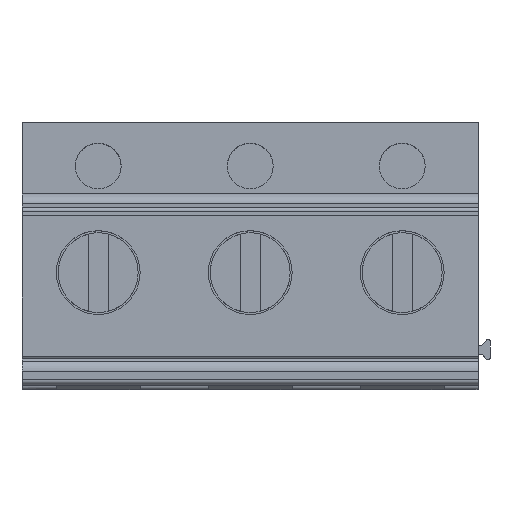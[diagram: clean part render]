
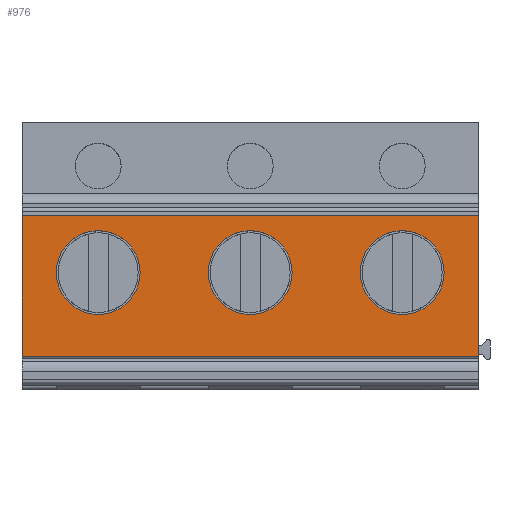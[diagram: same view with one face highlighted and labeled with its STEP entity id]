
A CAD part, top view. The second image highlights one B-rep face of the part: STEP entity #976.
In plain terms, the highlighted planar face has unit normal (0, 0, 1).
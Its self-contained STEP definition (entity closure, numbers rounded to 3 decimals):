
#902=AXIS2_PLACEMENT_3D('Plane Axis2P3D',#899,#900,#901) ;
#924=AXIS2_PLACEMENT_3D('Circle Axis2P3D',#922,#923,$) ;
#933=AXIS2_PLACEMENT_3D('Circle Axis2P3D',#931,#932,$) ;
#942=AXIS2_PLACEMENT_3D('Circle Axis2P3D',#940,#941,$) ;
#951=AXIS2_PLACEMENT_3D('Circle Axis2P3D',#949,#950,$) ;
#960=AXIS2_PLACEMENT_3D('Circle Axis2P3D',#958,#959,$) ;
#969=AXIS2_PLACEMENT_3D('Circle Axis2P3D',#967,#968,$) ;
#151=CARTESIAN_POINT('Vertex',(22.86,8.716,21.5)) ;
#154=CARTESIAN_POINT('Line Origine',(22.86,5.182,21.5)) ;
#158=CARTESIAN_POINT('Vertex',(22.86,1.648,21.5)) ;
#883=CARTESIAN_POINT('Vertex',(0.,8.716,21.5)) ;
#886=CARTESIAN_POINT('Line Origine',(11.43,8.716,21.5)) ;
#899=CARTESIAN_POINT('Axis2P3D Location',(0.,8.716,21.5)) ;
#904=CARTESIAN_POINT('Line Origine',(0.,5.182,21.5)) ;
#908=CARTESIAN_POINT('Vertex',(0.,1.648,21.5)) ;
#911=CARTESIAN_POINT('Line Origine',(11.43,1.648,21.5)) ;
#922=CARTESIAN_POINT('Axis2P3D Location',(19.06,5.85,21.5)) ;
#926=CARTESIAN_POINT('Vertex',(19.06,7.95,21.5)) ;
#928=CARTESIAN_POINT('Vertex',(19.06,3.75,21.5)) ;
#931=CARTESIAN_POINT('Axis2P3D Location',(19.06,5.85,21.5)) ;
#940=CARTESIAN_POINT('Axis2P3D Location',(11.44,5.85,21.5)) ;
#944=CARTESIAN_POINT('Vertex',(11.44,7.95,21.5)) ;
#946=CARTESIAN_POINT('Vertex',(11.44,3.75,21.5)) ;
#949=CARTESIAN_POINT('Axis2P3D Location',(11.44,5.85,21.5)) ;
#958=CARTESIAN_POINT('Axis2P3D Location',(3.82,5.85,21.5)) ;
#962=CARTESIAN_POINT('Vertex',(3.82,7.95,21.5)) ;
#964=CARTESIAN_POINT('Vertex',(3.82,3.75,21.5)) ;
#967=CARTESIAN_POINT('Axis2P3D Location',(3.82,5.85,21.5)) ;
#155=DIRECTION('Vector Direction',(0.,-1.,0.)) ;
#887=DIRECTION('Vector Direction',(1.,0.,0.)) ;
#900=DIRECTION('Axis2P3D Direction',(-0.,0.,1.)) ;
#901=DIRECTION('Axis2P3D XDirection',(0.,-1.,0.)) ;
#905=DIRECTION('Vector Direction',(0.,-1.,0.)) ;
#912=DIRECTION('Vector Direction',(1.,0.,0.)) ;
#923=DIRECTION('Axis2P3D Direction',(-0.,0.,1.)) ;
#932=DIRECTION('Axis2P3D Direction',(-0.,0.,1.)) ;
#941=DIRECTION('Axis2P3D Direction',(-0.,0.,1.)) ;
#950=DIRECTION('Axis2P3D Direction',(-0.,0.,1.)) ;
#959=DIRECTION('Axis2P3D Direction',(-0.,0.,1.)) ;
#968=DIRECTION('Axis2P3D Direction',(-0.,0.,1.)) ;
#156=VECTOR('Line Direction',#155,1.) ;
#888=VECTOR('Line Direction',#887,1.) ;
#906=VECTOR('Line Direction',#905,1.) ;
#913=VECTOR('Line Direction',#912,1.) ;
#917=ORIENTED_EDGE('',*,*,#160,.T.) ;
#918=ORIENTED_EDGE('',*,*,#890,.F.) ;
#919=ORIENTED_EDGE('',*,*,#910,.F.) ;
#920=ORIENTED_EDGE('',*,*,#915,.T.) ;
#937=ORIENTED_EDGE('',*,*,#930,.F.) ;
#938=ORIENTED_EDGE('',*,*,#935,.F.) ;
#955=ORIENTED_EDGE('',*,*,#948,.F.) ;
#956=ORIENTED_EDGE('',*,*,#953,.F.) ;
#973=ORIENTED_EDGE('',*,*,#966,.F.) ;
#974=ORIENTED_EDGE('',*,*,#971,.F.) ;
#939=FACE_BOUND('',#936,.T.) ;
#957=FACE_BOUND('',#954,.T.) ;
#975=FACE_BOUND('',#972,.T.) ;
#976=ADVANCED_FACE('_LPP 7.62/03/90 3.2 SN OR BX 1594490000',(#921,#939,#957,#975),#903,.T.) ;
#925=CIRCLE('generated circle',#924,2.1) ;
#934=CIRCLE('generated circle',#933,2.1) ;
#943=CIRCLE('generated circle',#942,2.1) ;
#952=CIRCLE('generated circle',#951,2.1) ;
#961=CIRCLE('generated circle',#960,2.1) ;
#970=CIRCLE('generated circle',#969,2.1) ;
#160=EDGE_CURVE('',#159,#152,#157,.F.) ;
#890=EDGE_CURVE('',#884,#152,#889,.T.) ;
#910=EDGE_CURVE('',#909,#884,#907,.F.) ;
#915=EDGE_CURVE('',#909,#159,#914,.T.) ;
#930=EDGE_CURVE('',#927,#929,#925,.T.) ;
#935=EDGE_CURVE('',#929,#927,#934,.T.) ;
#948=EDGE_CURVE('',#945,#947,#943,.T.) ;
#953=EDGE_CURVE('',#947,#945,#952,.T.) ;
#966=EDGE_CURVE('',#963,#965,#961,.T.) ;
#971=EDGE_CURVE('',#965,#963,#970,.T.) ;
#916=EDGE_LOOP('',(#917,#918,#919,#920)) ;
#936=EDGE_LOOP('',(#937,#938)) ;
#954=EDGE_LOOP('',(#955,#956)) ;
#972=EDGE_LOOP('',(#973,#974)) ;
#921=FACE_OUTER_BOUND('',#916,.T.) ;
#157=LINE('Line',#154,#156) ;
#889=LINE('Line',#886,#888) ;
#907=LINE('Line',#904,#906) ;
#914=LINE('Line',#911,#913) ;
#903=PLANE('',#902) ;
#152=VERTEX_POINT('',#151) ;
#159=VERTEX_POINT('',#158) ;
#884=VERTEX_POINT('',#883) ;
#909=VERTEX_POINT('',#908) ;
#927=VERTEX_POINT('',#926) ;
#929=VERTEX_POINT('',#928) ;
#945=VERTEX_POINT('',#944) ;
#947=VERTEX_POINT('',#946) ;
#963=VERTEX_POINT('',#962) ;
#965=VERTEX_POINT('',#964) ;
